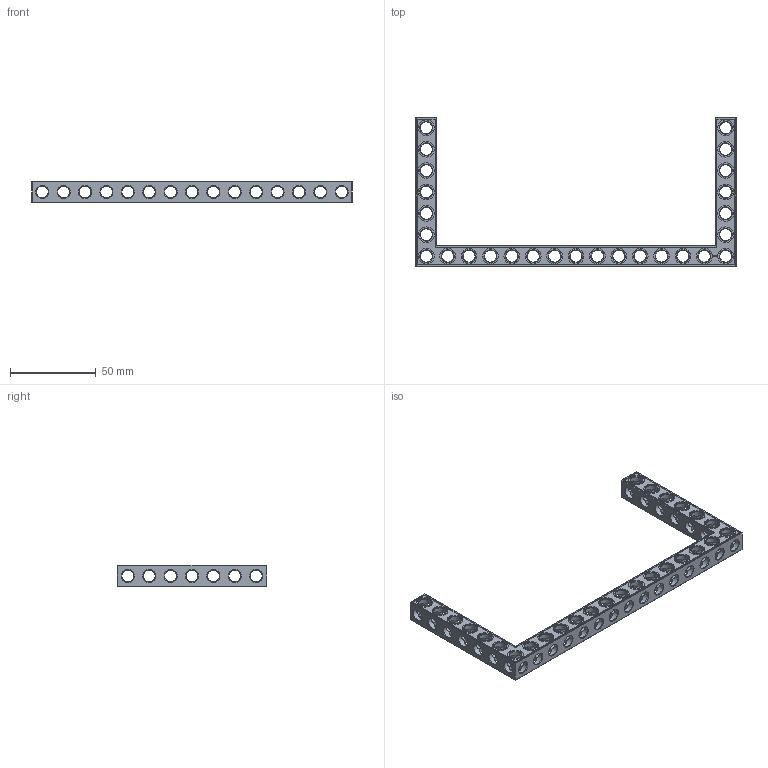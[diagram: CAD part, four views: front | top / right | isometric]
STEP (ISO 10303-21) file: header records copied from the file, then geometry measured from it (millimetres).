
FILE_DESCRIPTION(('FreeCAD Model'),'2;1');
FILE_NAME('Open CASCADE Shape Model','2022-03-06T13:33:51',('Author'),( ''),'Open CASCADE STEP processor 7.5','FreeCAD','Unknown');
FILE_SCHEMA(('AUTOMOTIVE_DESIGN { 1 0 10303 214 1 1 1 1 }'));
Products named in the file (1): Beam AGD ESS USH SYM BU15x07x01 - SPN-BEM-0542 (stemfie.org)
Bounding box: 187.5 x 87.5 x 12.5 mm (x, y, z)
Volume: 26374.9 mm3; surface area: 23618.9 mm2
Topology: 1 solids, 1 shells, 823 faces, 2476 edges, 1607 vertices
Faces by surface type: plane 410, cylinder 163, extrusion 140, cone 110
Full cylindrical faces by diameter (mm): 6.98 x16, 7 x120, 9.2 x27
Entity records: 126610 total; most frequent: CARTESIAN_POINT 79966, DIRECTION 7690, ORIENTED_EDGE 4952, PCURVE 4952, DEFINITIONAL_REPRESENTATION 4952, VECTOR 4935, LINE 4795, EDGE_CURVE 2476
